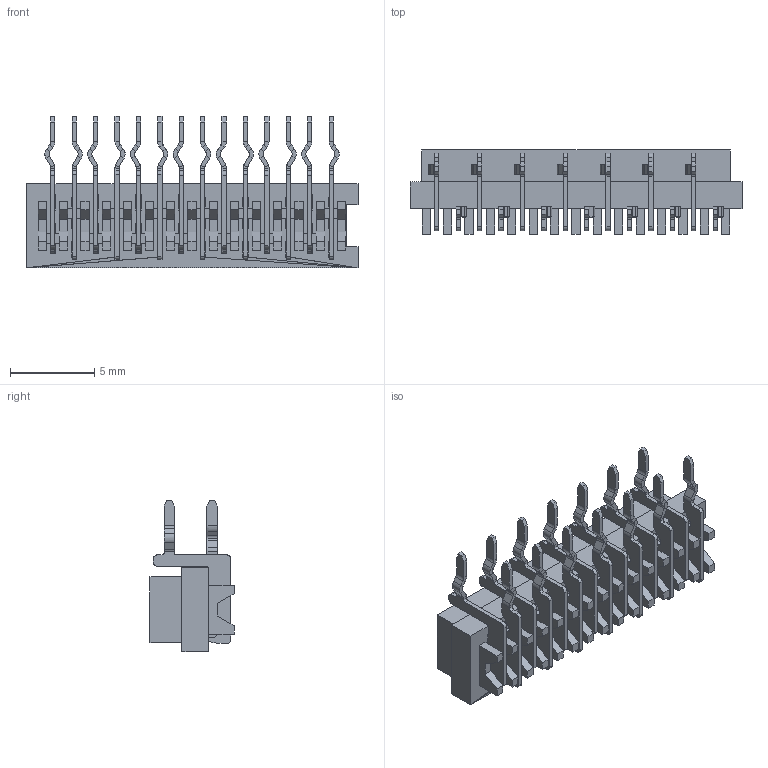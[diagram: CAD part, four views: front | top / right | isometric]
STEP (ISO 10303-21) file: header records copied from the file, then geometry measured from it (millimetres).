
FILE_DESCRIPTION( ('This file contains a STEP AP42 implementation' ,'as created by ZW3D STEP Interface translator.') ,'2;1' );
FILE_NAME( '3900-14FRSNENT01.stp' ,'231211.155655', (''), ('ZWCAD Software Co.'), 'Version 1.0', 'ZW3D to STEP translator', '' );
FILE_SCHEMA(('AUTOMOTIVE_DESIGN { 1 0 10303 214 1 1 1 1 }'));
Length unit declared in the file: millimetre
Products named in the file (2): 0; 3900-14FRSNENT01
Bounding box: 19.7 x 5 x 9 mm (x, y, z)
Volume: 343 mm3; surface area: 831.6 mm2
Topology: 1 solids, 1 shells, 1709 faces, 4589 edges, 2945 vertices
Faces by surface type: plane 1380, cylinder 203, bspline 126
Entity records: 67635 total; most frequent: CARTESIAN_POINT 31042, ORIENTED_EDGE 9192, EDGE_CURVE 4589, DIRECTION 4103, B_SPLINE_CURVE_WITH_KNOTS 3654, VERTEX_POINT 2945, EDGE_LOOP 1807, FACE_OUTER_BOUND 1709
